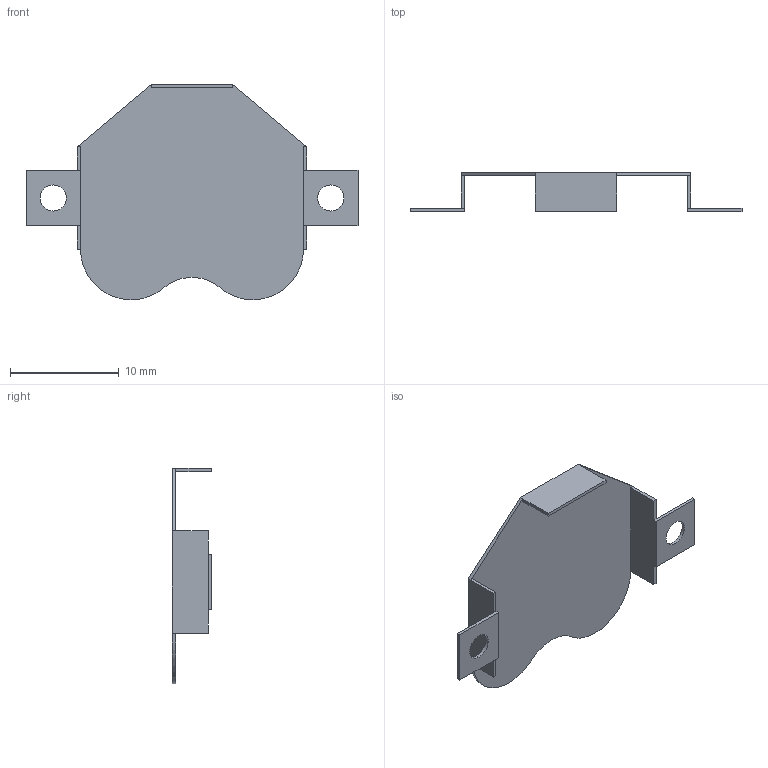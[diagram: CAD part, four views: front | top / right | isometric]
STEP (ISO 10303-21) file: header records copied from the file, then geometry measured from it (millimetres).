
FILE_DESCRIPTION (( 'STEP AP214' ), '1' );
FILE_NAME ('coincell Cover.STEP', '2023-08-10T20:08:38', ( '' ), ( '' ), 'SwSTEP 2.0', 'SolidWorks 2023', '' );
FILE_SCHEMA (( 'AUTOMOTIVE_DESIGN' ));
Length unit declared in the file: millimetre
Products named in the file (1): coincell Cover
Bounding box: 30.5 x 3.6 x 19.8 mm (x, y, z)
Volume: 143.6 mm3; surface area: 994.6 mm2
Topology: 1 solids, 1 shells, 40 faces, 104 edges, 66 vertices
Faces by surface type: plane 31, cylinder 9
Entity records: 1237 total; most frequent: CARTESIAN_POINT 211, ORIENTED_EDGE 208, DIRECTION 204, EDGE_CURVE 104, VECTOR 86, LINE 86, VERTEX_POINT 66, AXIS2_PLACEMENT_3D 59
